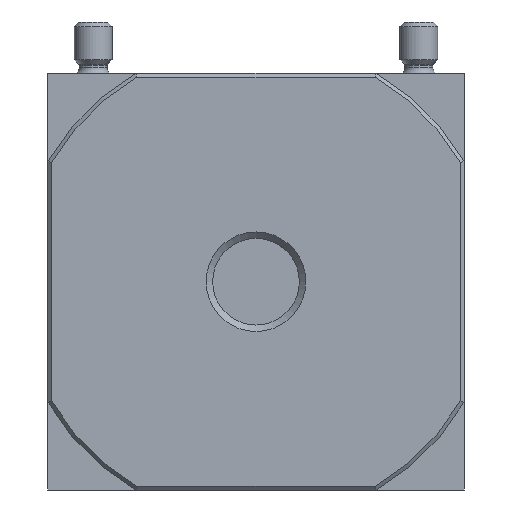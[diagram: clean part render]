
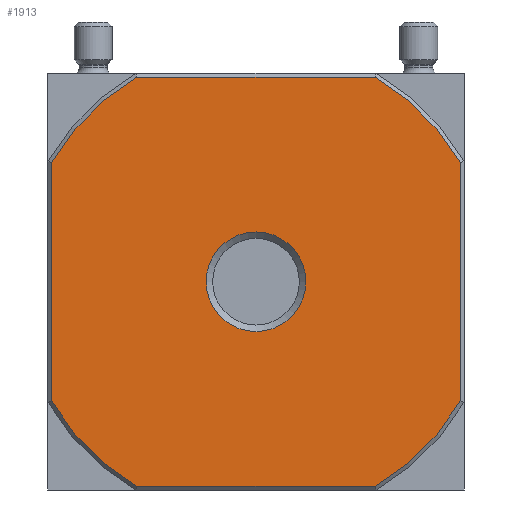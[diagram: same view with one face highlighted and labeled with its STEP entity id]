
A CAD part, front view. The second image highlights one B-rep face of the part: STEP entity #1913.
In plain terms, the highlighted planar face has unit normal (0, -1, 0).
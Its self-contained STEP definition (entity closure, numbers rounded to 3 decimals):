
#142=CIRCLE('',#2048,6.579);
#143=CIRCLE('',#2049,31.25);
#144=CIRCLE('',#2050,31.25);
#145=CIRCLE('',#2051,31.25);
#146=CIRCLE('',#2052,31.25);
#245=ORIENTED_EDGE('',*,*,#615,.F.);
#246=ORIENTED_EDGE('',*,*,#616,.T.);
#247=ORIENTED_EDGE('',*,*,#617,.F.);
#248=ORIENTED_EDGE('',*,*,#611,.T.);
#249=ORIENTED_EDGE('',*,*,#618,.F.);
#250=ORIENTED_EDGE('',*,*,#619,.F.);
#251=ORIENTED_EDGE('',*,*,#620,.F.);
#252=ORIENTED_EDGE('',*,*,#621,.F.);
#253=ORIENTED_EDGE('',*,*,#622,.F.);
#611=EDGE_CURVE('',#796,#797,#922,.T.);
#615=EDGE_CURVE('',#800,#800,#142,.T.);
#616=EDGE_CURVE('',#801,#802,#924,.T.);
#617=EDGE_CURVE('',#796,#802,#143,.T.);
#618=EDGE_CURVE('',#803,#797,#144,.T.);
#619=EDGE_CURVE('',#804,#803,#925,.T.);
#620=EDGE_CURVE('',#805,#804,#145,.T.);
#621=EDGE_CURVE('',#806,#805,#926,.T.);
#622=EDGE_CURVE('',#801,#806,#146,.T.);
#796=VERTEX_POINT('',#2778);
#797=VERTEX_POINT('',#2779);
#800=VERTEX_POINT('',#2793);
#801=VERTEX_POINT('',#2795);
#802=VERTEX_POINT('',#2796);
#803=VERTEX_POINT('',#2799);
#804=VERTEX_POINT('',#2801);
#805=VERTEX_POINT('',#2803);
#806=VERTEX_POINT('',#2805);
#922=LINE('',#2777,#998);
#924=LINE('',#2794,#1000);
#925=LINE('',#2800,#1001);
#926=LINE('',#2804,#1002);
#998=VECTOR('',#2272,1000.);
#1000=VECTOR('',#2278,1000.);
#1001=VECTOR('',#2283,1000.);
#1002=VECTOR('',#2286,1000.);
#1075=EDGE_LOOP('',(#245));
#1076=EDGE_LOOP('',(#246,#247,#248,#249,#250,#251,#252,#253));
#1238=FACE_BOUND('',#1075,.T.);
#1239=FACE_BOUND('',#1076,.T.);
#1394=PLANE('',#2047);
#1913=ADVANCED_FACE('',(#1238,#1239),#1394,.F.);
#2047=AXIS2_PLACEMENT_3D('',#2791,#2274,#2275);
#2048=AXIS2_PLACEMENT_3D('',#2792,#2276,#2277);
#2049=AXIS2_PLACEMENT_3D('',#2797,#2279,#2280);
#2050=AXIS2_PLACEMENT_3D('',#2798,#2281,#2282);
#2051=AXIS2_PLACEMENT_3D('',#2802,#2284,#2285);
#2052=AXIS2_PLACEMENT_3D('',#2806,#2287,#2288);
#2272=DIRECTION('',(0.,0.,-1.));
#2274=DIRECTION('',(0.,1.,0.));
#2275=DIRECTION('',(0.,0.,1.));
#2276=DIRECTION('',(0.,-1.,0.));
#2277=DIRECTION('',(0.,0.,-1.));
#2278=DIRECTION('',(-1.,0.,0.));
#2279=DIRECTION('',(0.,1.,0.));
#2280=DIRECTION('',(-1.,0.,0.));
#2281=DIRECTION('',(0.,1.,0.));
#2282=DIRECTION('',(-1.,0.,0.));
#2283=DIRECTION('',(-1.,0.,0.));
#2284=DIRECTION('',(0.,1.,0.));
#2285=DIRECTION('',(-1.,0.,0.));
#2286=DIRECTION('',(0.,0.,-1.));
#2287=DIRECTION('',(0.,1.,0.));
#2288=DIRECTION('',(-1.,0.,0.));
#2777=CARTESIAN_POINT('',(-27.,-27.5,27.5));
#2778=CARTESIAN_POINT('',(-27.,-27.5,15.734));
#2779=CARTESIAN_POINT('',(-27.,-27.5,-15.734));
#2791=CARTESIAN_POINT('',(-27.,-27.5,27.5));
#2792=CARTESIAN_POINT('',(0.,-27.5,0.));
#2793=CARTESIAN_POINT('',(0.,-27.5,-6.579));
#2794=CARTESIAN_POINT('',(27.5,-27.5,27.));
#2795=CARTESIAN_POINT('',(15.734,-27.5,27.));
#2796=CARTESIAN_POINT('',(-15.734,-27.5,27.));
#2797=CARTESIAN_POINT('',(0.,-27.5,0.));
#2798=CARTESIAN_POINT('',(0.,-27.5,0.));
#2799=CARTESIAN_POINT('',(-15.734,-27.5,-27.));
#2800=CARTESIAN_POINT('',(27.5,-27.5,-27.));
#2801=CARTESIAN_POINT('',(15.734,-27.5,-27.));
#2802=CARTESIAN_POINT('',(0.,-27.5,0.));
#2803=CARTESIAN_POINT('',(27.,-27.5,-15.734));
#2804=CARTESIAN_POINT('',(27.,-27.5,27.5));
#2805=CARTESIAN_POINT('',(27.,-27.5,15.734));
#2806=CARTESIAN_POINT('',(0.,-27.5,0.));
